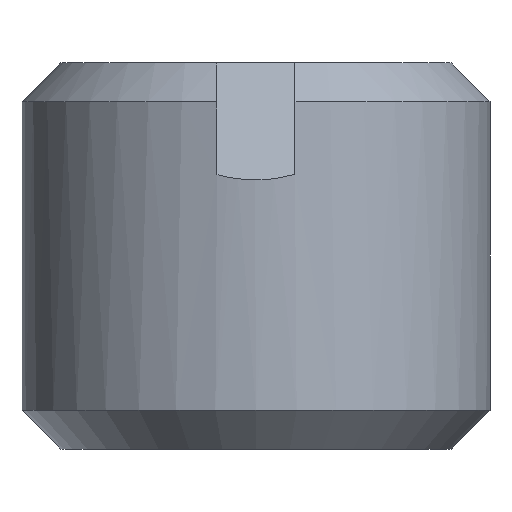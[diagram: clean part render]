
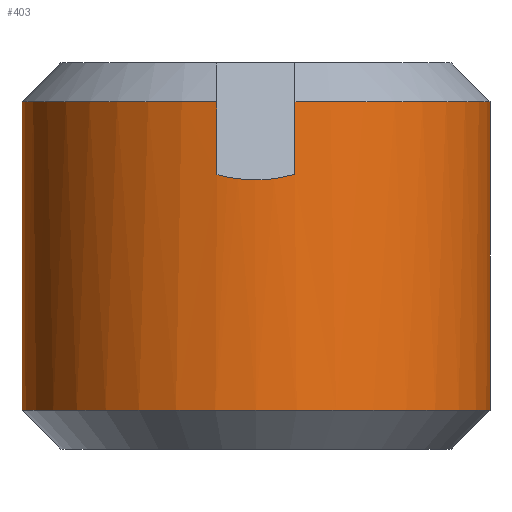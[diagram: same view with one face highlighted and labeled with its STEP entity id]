
A CAD part, front view. The second image highlights one B-rep face of the part: STEP entity #403.
In plain terms, the highlighted cylindrical face has radius 3 mm (diameter 6 mm), a partial arc.
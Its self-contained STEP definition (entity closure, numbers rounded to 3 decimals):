
#13 = CARTESIAN_POINT ( 'NONE',  ( -3., 0., -1.975 ) ) ;
#16 = DIRECTION ( 'NONE',  ( 0., 0., 1. ) ) ;
#58 = CARTESIAN_POINT ( 'NONE',  ( 0., 0., -1.975 ) ) ;
#61 = AXIS2_PLACEMENT_3D ( 'NONE', #58, #1107, #886 ) ;
#91 = DIRECTION ( 'NONE',  ( 0., 0., -1. ) ) ;
#117 = ORIENTED_EDGE ( 'NONE', *, *, #673, .T. ) ;
#128 = FACE_OUTER_BOUND ( 'NONE', #433, .T. ) ;
#168 = EDGE_CURVE ( 'NONE', #863, #1218, #397, .T. ) ;
#181 = CIRCLE ( 'NONE', #549, 3. ) ;
#185 = VERTEX_POINT ( 'NONE', #897 ) ;
#225 = CARTESIAN_POINT ( 'NONE',  ( 3., 0., 2.475 ) ) ;
#227 = ORIENTED_EDGE ( 'NONE', *, *, #168, .F. ) ;
#233 = EDGE_CURVE ( 'NONE', #1002, #1218, #1102, .T. ) ;
#255 = CARTESIAN_POINT ( 'NONE',  ( 3., 0., -1.975 ) ) ;
#272 = DIRECTION ( 'NONE',  ( 0., 0., 1. ) ) ;
#277 = LINE ( 'NONE', #489, #1220 ) ;
#302 = CARTESIAN_POINT ( 'NONE',  ( 0.5, -2.958, 1.045 ) ) ;
#305 = DIRECTION ( 'NONE',  ( -1., 0., 0. ) ) ;
#318 = DIRECTION ( 'NONE',  ( 0., 0., -1. ) ) ;
#389 = ORIENTED_EDGE ( 'NONE', *, *, #233, .T. ) ;
#397 = CIRCLE ( 'NONE', #61, 3. ) ;
#403 = ADVANCED_FACE ( 'NONE', ( #128 ), #653, .T. ) ;
#433 = EDGE_LOOP ( 'NONE', ( #442, #117, #889, #882, #872, #1068, #389, #227 ) ) ;
#442 = ORIENTED_EDGE ( 'NONE', *, *, #1183, .F. ) ;
#489 = CARTESIAN_POINT ( 'NONE',  ( -0.5, -2.958, 2.475 ) ) ;
#498 = VERTEX_POINT ( 'NONE', #1179 ) ;
#522 = VERTEX_POINT ( 'NONE', #955 ) ;
#534 = DIRECTION ( 'NONE',  ( 1., 0., 0. ) ) ;
#549 = AXIS2_PLACEMENT_3D ( 'NONE', #656, #91, #534 ) ;
#568 = EDGE_CURVE ( 'NONE', #1292, #185, #906, .T. ) ;
#653 = CYLINDRICAL_SURFACE ( 'NONE', #666, 3. ) ;
#656 = CARTESIAN_POINT ( 'NONE',  ( 0., 0., 1.975 ) ) ;
#664 = DIRECTION ( 'NONE',  ( 0., 0., -1. ) ) ;
#666 = AXIS2_PLACEMENT_3D ( 'NONE', #818, #835, #305 ) ;
#667 = LINE ( 'NONE', #225, #711 ) ;
#673 = EDGE_CURVE ( 'NONE', #498, #522, #181, .T. ) ;
#711 = VECTOR ( 'NONE', #318, 1000. ) ;
#713 = EDGE_CURVE ( 'NONE', #1292, #522, #951, .T. ) ;
#739 = AXIS2_PLACEMENT_3D ( 'NONE', #1306, #664, #787 ) ;
#777 = CARTESIAN_POINT ( 'NONE',  ( 0.168, -3.014, 0.951 ) ) ;
#787 = DIRECTION ( 'NONE',  ( 1., 0., 0. ) ) ;
#796 = VECTOR ( 'NONE', #16, 1000. ) ;
#799 = VERTEX_POINT ( 'NONE', #962 ) ;
#800 = DIRECTION ( 'NONE',  ( 0., 0., -1. ) ) ;
#803 = CARTESIAN_POINT ( 'NONE',  ( -3., 0., 2.475 ) ) ;
#818 = CARTESIAN_POINT ( 'NONE',  ( 0., 0., 2.475 ) ) ;
#835 = DIRECTION ( 'NONE',  ( 0., 0., -1. ) ) ;
#863 = VERTEX_POINT ( 'NONE', #255 ) ;
#872 = ORIENTED_EDGE ( 'NONE', *, *, #967, .T. ) ;
#882 = ORIENTED_EDGE ( 'NONE', *, *, #568, .T. ) ;
#886 = DIRECTION ( 'NONE',  ( 1., 0., 0. ) ) ;
#889 = ORIENTED_EDGE ( 'NONE', *, *, #713, .F. ) ;
#891 = EDGE_CURVE ( 'NONE', #799, #1002, #999, .T. ) ;
#897 = CARTESIAN_POINT ( 'NONE',  ( -0.5, -2.958, 1.045 ) ) ;
#906 =( BOUNDED_CURVE ( )  B_SPLINE_CURVE ( 3, ( #1096, #777, #981, #1297 ),
 .UNSPECIFIED., .F., .T. ) 
 B_SPLINE_CURVE_WITH_KNOTS ( ( 4, 4 ),
 ( 6.116, 6.451 ),
 .UNSPECIFIED. ) 
 CURVE ( )  GEOMETRIC_REPRESENTATION_ITEM ( )  RATIONAL_B_SPLINE_CURVE ( ( 1., 0.991, 0.991, 1. ) ) 
 REPRESENTATION_ITEM ( '' )  );
#951 = LINE ( 'NONE', #1276, #796 ) ;
#955 = CARTESIAN_POINT ( 'NONE',  ( 0.5, -2.958, 1.975 ) ) ;
#962 = CARTESIAN_POINT ( 'NONE',  ( -0.5, -2.958, 1.975 ) ) ;
#967 = EDGE_CURVE ( 'NONE', #185, #799, #277, .T. ) ;
#981 = CARTESIAN_POINT ( 'NONE',  ( -0.168, -3.014, 0.951 ) ) ;
#999 = CIRCLE ( 'NONE', #739, 3. ) ;
#1002 = VERTEX_POINT ( 'NONE', #1329 ) ;
#1068 = ORIENTED_EDGE ( 'NONE', *, *, #891, .T. ) ;
#1096 = CARTESIAN_POINT ( 'NONE',  ( 0.5, -2.958, 1.045 ) ) ;
#1102 = LINE ( 'NONE', #803, #1289 ) ;
#1107 = DIRECTION ( 'NONE',  ( 0., 0., -1. ) ) ;
#1179 = CARTESIAN_POINT ( 'NONE',  ( 3., 0., 1.975 ) ) ;
#1183 = EDGE_CURVE ( 'NONE', #498, #863, #667, .T. ) ;
#1218 = VERTEX_POINT ( 'NONE', #13 ) ;
#1220 = VECTOR ( 'NONE', #272, 1000. ) ;
#1276 = CARTESIAN_POINT ( 'NONE',  ( 0.5, -2.958, 2.475 ) ) ;
#1289 = VECTOR ( 'NONE', #800, 1000. ) ;
#1292 = VERTEX_POINT ( 'NONE', #302 ) ;
#1297 = CARTESIAN_POINT ( 'NONE',  ( -0.5, -2.958, 1.045 ) ) ;
#1306 = CARTESIAN_POINT ( 'NONE',  ( 0., 0., 1.975 ) ) ;
#1329 = CARTESIAN_POINT ( 'NONE',  ( -3., 0., 1.975 ) ) ;
